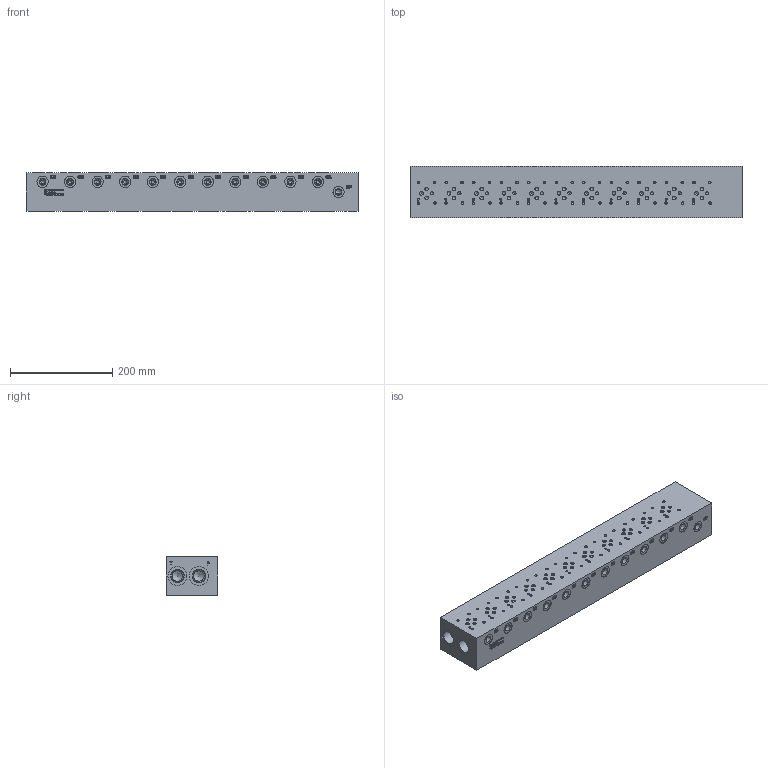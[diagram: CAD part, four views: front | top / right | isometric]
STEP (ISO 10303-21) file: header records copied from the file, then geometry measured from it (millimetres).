
FILE_DESCRIPTION(/* description */ (''),/* implementation_level */ '2;1');
FILE_NAME(/* name */ '_D03PB112B.stp',/* time_stamp */ '2021-01-22T15:59:46-05:00',/* author */ ('devonn'),/* organization */ (''),/* preprocessor_version */ 'ST-DEVELOPER v17',/* originating_system */ 'Autodesk Inventor 2019',/* authorisation */ '');
FILE_SCHEMA (('AUTOMOTIVE_DESIGN { 1 0 10303 214 3 1 1 }'));
Products named in the file (1): Part_AD03PB112B_3D
Bounding box: 650.88 x 101.6 x 76.2 mm (x, y, z)
Volume: 4651893.3 mm3; surface area: 335380.9 mm2
Topology: 1 solids, 1 shells, 2541 faces, 7000 edges, 4787 vertices
Faces by surface type: plane 1221, bspline 758, cylinder 358, cone 204
Full cylindrical faces by diameter (mm): 3.962 x11, 4.216 x44, 5.004 x44, 6.35 x11, 7.137 x55, 8.509 x6, 10.008 x6, 11.684 x23, 13.259 x23, 17.475 x22, 18.923 x22, 20.625 x4, 21.057 x22, 22.123 x23, 24.409 x6, 26.543 x6, 30.683 x22, 37.109 x6, 42.875 x2
Entity records: 86465 total; most frequent: CARTESIAN_POINT 24053, ORIENTED_EDGE 13688, DIRECTION 10224, EDGE_CURVE 6844, VERTEX_POINT 4787, LINE 3996, VECTOR 3996, AXIS2_PLACEMENT_3D 3114
